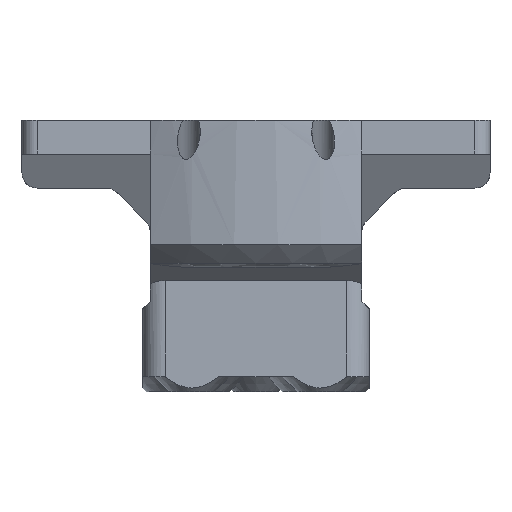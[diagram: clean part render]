
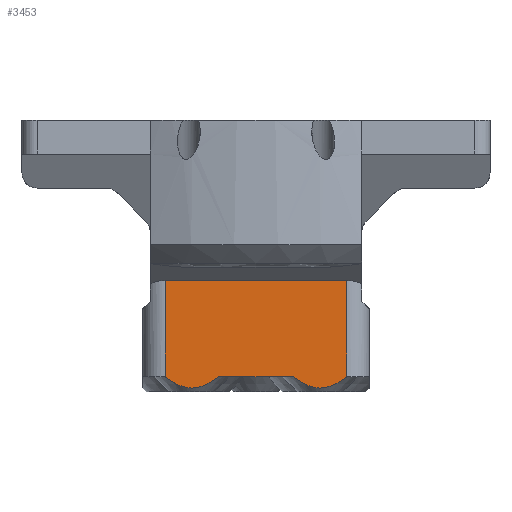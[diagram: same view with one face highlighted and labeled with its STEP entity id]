
A CAD part, front view. The second image highlights one B-rep face of the part: STEP entity #3453.
In plain terms, the highlighted planar face has unit normal (0, -1, 0).
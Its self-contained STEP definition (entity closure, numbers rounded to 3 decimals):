
#30=(
BOUNDED_CURVE()
B_SPLINE_CURVE(2,(#6519,#6520,#6521),.UNSPECIFIED.,.F.,.F.)
B_SPLINE_CURVE_WITH_KNOTS((3,3),(0.365,1.616),
 .UNSPECIFIED.)
CURVE()
GEOMETRIC_REPRESENTATION_ITEM()
RATIONAL_B_SPLINE_CURVE((1.471,2.096,1.479))
REPRESENTATION_ITEM('')
);
#35=(
BOUNDED_CURVE()
B_SPLINE_CURVE(2,(#6770,#6771,#6772),.UNSPECIFIED.,.F.,.F.)
B_SPLINE_CURVE_WITH_KNOTS((3,3),(0.374,1.625),
 .UNSPECIFIED.)
CURVE()
GEOMETRIC_REPRESENTATION_ITEM()
RATIONAL_B_SPLINE_CURVE((1.479,2.096,1.471))
REPRESENTATION_ITEM('')
);
#187=LINE('',#6495,#374);
#189=LINE('',#6530,#376);
#201=LINE('',#6699,#388);
#205=LINE('',#6778,#392);
#374=VECTOR('',#4487,12.803);
#376=VECTOR('',#4509,12.803);
#388=VECTOR('',#4561,24.);
#392=VECTOR('',#4579,9.859);
#708=PLANE('',#3830);
#962=FACE_OUTER_BOUND('',#1205,.T.);
#1205=EDGE_LOOP('',(#3168,#3169,#3170,#3171,#3172,#3173));
#1660=VERTEX_POINT('',#6489);
#1661=VERTEX_POINT('',#6494);
#1665=VERTEX_POINT('',#6517);
#1666=VERTEX_POINT('',#6527);
#1667=VERTEX_POINT('',#6529);
#1698=VERTEX_POINT('',#6769);
#2107=EDGE_CURVE('',#1660,#1661,#187,.T.);
#2113=EDGE_CURVE('',#1660,#1665,#30,.F.);
#2117=EDGE_CURVE('',#1666,#1667,#189,.T.);
#2155=EDGE_CURVE('',#1666,#1661,#201,.T.);
#2164=EDGE_CURVE('',#1698,#1667,#35,.F.);
#2168=EDGE_CURVE('',#1698,#1665,#205,.T.);
#3168=ORIENTED_EDGE('',*,*,#2107,.F.);
#3169=ORIENTED_EDGE('',*,*,#2113,.T.);
#3170=ORIENTED_EDGE('',*,*,#2168,.F.);
#3171=ORIENTED_EDGE('',*,*,#2164,.T.);
#3172=ORIENTED_EDGE('',*,*,#2117,.F.);
#3173=ORIENTED_EDGE('',*,*,#2155,.T.);
#3453=ADVANCED_FACE('',(#962),#708,.T.);
#3830=AXIS2_PLACEMENT_3D('',#7362,#4749,#4750);
#4487=DIRECTION('',(0.,0.,1.));
#4509=DIRECTION('',(0.,0.,-1.));
#4561=DIRECTION('',(-1.,0.,0.));
#4579=DIRECTION('',(-1.,0.,0.));
#4749=DIRECTION('center_axis',(0.,-1.,0.));
#4750=DIRECTION('ref_axis',(1.,0.,0.));
#6489=CARTESIAN_POINT('',(-12.,-9.5,0.95));
#6494=CARTESIAN_POINT('',(-12.,-9.5,13.753));
#6495=CARTESIAN_POINT('',(-12.,-9.5,0.));
#6517=CARTESIAN_POINT('',(-4.929,-9.5,1.));
#6519=CARTESIAN_POINT('Ctrl Pts',(-4.929,-9.5,1.));
#6520=CARTESIAN_POINT('Ctrl Pts',(-8.482,-9.5,-1.538));
#6521=CARTESIAN_POINT('Ctrl Pts',(-12.,-9.5,0.95));
#6527=CARTESIAN_POINT('',(12.,-9.5,13.753));
#6529=CARTESIAN_POINT('',(12.,-9.5,0.95));
#6530=CARTESIAN_POINT('',(12.,-9.5,0.));
#6699=CARTESIAN_POINT('',(-7.5,-9.5,13.753));
#6769=CARTESIAN_POINT('',(4.929,-9.5,1.));
#6770=CARTESIAN_POINT('Ctrl Pts',(12.,-9.5,0.95));
#6771=CARTESIAN_POINT('Ctrl Pts',(8.482,-9.5,-1.538));
#6772=CARTESIAN_POINT('Ctrl Pts',(4.929,-9.5,1.));
#6778=CARTESIAN_POINT('',(11.29,-9.5,1.));
#7362=CARTESIAN_POINT('Origin',(-15.,-9.5,0.));
